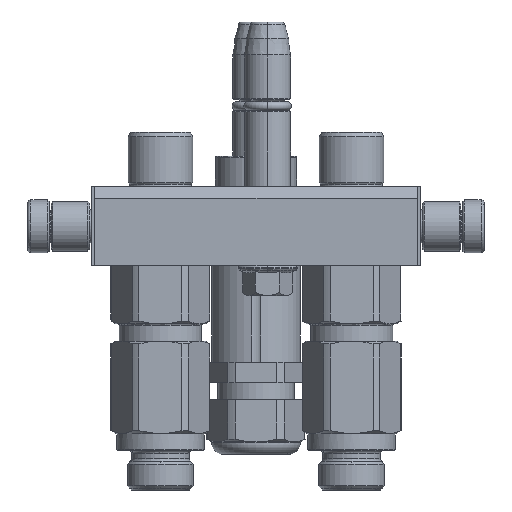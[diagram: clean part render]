
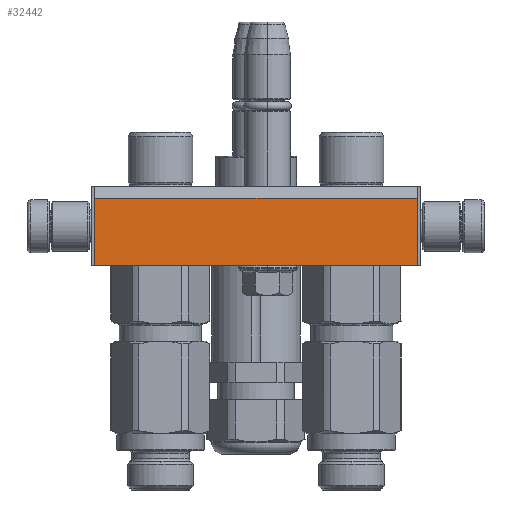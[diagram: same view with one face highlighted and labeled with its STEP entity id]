
A CAD part, left-side view. The second image highlights one B-rep face of the part: STEP entity #32442.
In plain terms, the highlighted face is planar.
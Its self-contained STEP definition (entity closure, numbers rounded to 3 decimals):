
#2358 = ORIENTED_EDGE ( 'NONE', *, *, #24611, .T. ) ;
#4209 = VECTOR ( 'NONE', #17070, 1000. ) ;
#6729 = ORIENTED_EDGE ( 'NONE', *, *, #45253, .F. ) ;
#8546 = DIRECTION ( 'NONE',  ( 1., 0., 0. ) ) ;
#9623 = VERTEX_POINT ( 'NONE', #10355 ) ;
#10355 = CARTESIAN_POINT ( 'NONE',  ( 78., 3.464, 24. ) ) ;
#12064 = CARTESIAN_POINT ( 'NONE',  ( -20., 24., 24. ) ) ;
#13060 = DIRECTION ( 'NONE',  ( 1., 0., 0. ) ) ;
#14155 = VERTEX_POINT ( 'NONE', #32554 ) ;
#14360 = EDGE_LOOP ( 'NONE', ( #23098, #6729, #2358, #20250 ) ) ;
#15459 = VECTOR ( 'NONE', #8546, 1000. ) ;
#15465 = FACE_OUTER_BOUND ( 'NONE', #14360, .T. ) ;
#16534 = VERTEX_POINT ( 'NONE', #47242 ) ;
#17070 = DIRECTION ( 'NONE',  ( 0., 1., 0. ) ) ;
#17471 = EDGE_CURVE ( 'NONE', #16534, #14155, #25235, .T. ) ;
#20250 = ORIENTED_EDGE ( 'NONE', *, *, #42332, .T. ) ;
#23098 = ORIENTED_EDGE ( 'NONE', *, *, #17471, .F. ) ;
#23474 = LINE ( 'NONE', #46051, #35539 ) ;
#24611 = EDGE_CURVE ( 'NONE', #37204, #9623, #35453, .T. ) ;
#25235 = LINE ( 'NONE', #12064, #15459 ) ;
#25288 = CARTESIAN_POINT ( 'NONE',  ( -20., 3.464, 24. ) ) ;
#26184 = VECTOR ( 'NONE', #31224, 1000. ) ;
#27222 = CARTESIAN_POINT ( 'NONE',  ( -20., 3.464, 24. ) ) ;
#28009 = DIRECTION ( 'NONE',  ( 0., 1., 0. ) ) ;
#28909 = LINE ( 'NONE', #43038, #4209 ) ;
#31224 = DIRECTION ( 'NONE',  ( 1., 0., 0. ) ) ;
#32442 = ADVANCED_FACE ( 'NONE', ( #15465 ), #46712, .T. ) ;
#32554 = CARTESIAN_POINT ( 'NONE',  ( 78., 24., 24. ) ) ;
#35453 = LINE ( 'NONE', #27222, #26184 ) ;
#35539 = VECTOR ( 'NONE', #28009, 1000. ) ;
#35696 = CARTESIAN_POINT ( 'NONE',  ( -21., 0., 24. ) ) ;
#37204 = VERTEX_POINT ( 'NONE', #25288 ) ;
#38223 = AXIS2_PLACEMENT_3D ( 'NONE', #35696, #42549, #13060 ) ;
#42332 = EDGE_CURVE ( 'NONE', #9623, #14155, #23474, .T. ) ;
#42549 = DIRECTION ( 'NONE',  ( 0., 0., 1. ) ) ;
#43038 = CARTESIAN_POINT ( 'NONE',  ( -20., 3.464, 24. ) ) ;
#45253 = EDGE_CURVE ( 'NONE', #37204, #16534, #28909, .T. ) ;
#46051 = CARTESIAN_POINT ( 'NONE',  ( 78., 3.464, 24. ) ) ;
#46712 = PLANE ( 'NONE',  #38223 ) ;
#47242 = CARTESIAN_POINT ( 'NONE',  ( -20., 24., 24. ) ) ;
